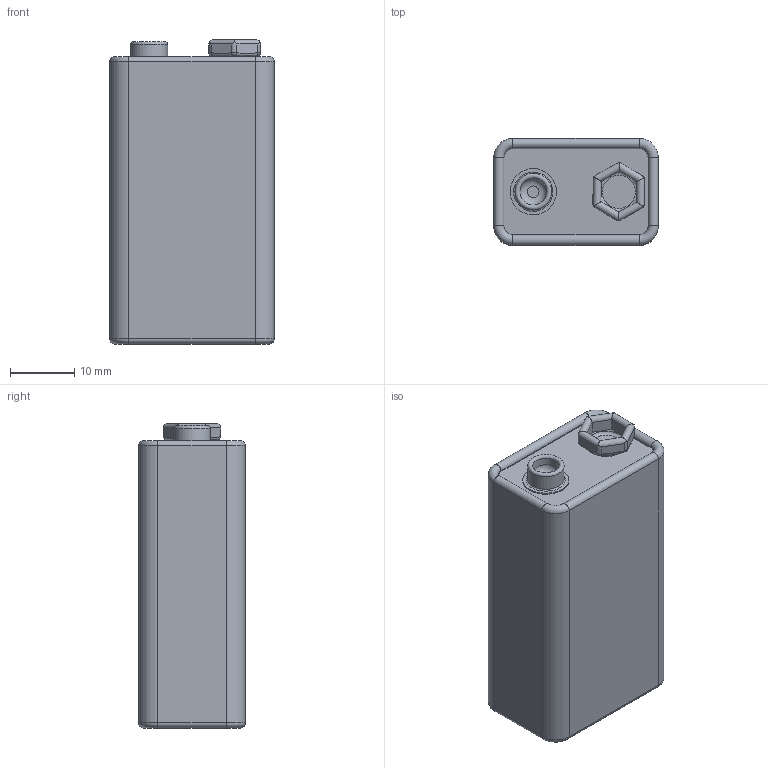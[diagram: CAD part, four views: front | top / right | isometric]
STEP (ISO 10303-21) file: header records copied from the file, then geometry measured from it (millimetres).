
FILE_DESCRIPTION(/* description */ ('STEP AP242','CAx-IF Rec.Pracs.---Representation and Presentation of Product Manufacturing Information (PMI)---4.0---2014-10-13','CAx-IF Rec.Pracs.---3D Tessellated Geometry---0.4---2014-09-14','2;1'),/* implementation_level */ '2;1');
FILE_NAME(/* name */ '644776f5ded7aa3ef055ffdc',/* time_stamp */ '2023-04-25T06:45:10+00:00',/* author */ (''),/* organization */ (''),/* preprocessor_version */ 'ST-DEVELOPER v18.102',/* originating_system */ ' ',/* authorisation */ ' ');
FILE_SCHEMA (('AP242_MANAGED_MODEL_BASED_3D_ENGINEERING_MIM_LF { 1 0 10303 442 1 1 4 }'));
Length unit declared in the file: metre
Products named in the file (4): Assembly 1; Part 1
Assembly tree (3 placements, depth 2):
  Assembly 1
    Part 1
    Part 1
    Part 1
Bounding box: 25.6 x 16.6 x 47.3 mm (x, y, z)
Volume: 18131.6 mm3; surface area: 5002.7 mm2
Topology: 3 solids, 3 shells, 140 faces, 319 edges, 190 vertices
Faces by surface type: cylinder 51, plane 47, bspline 24, torus 18
Full cylindrical faces by diameter (mm): 1 x2, 4.17 x1, 4.57 x1, 5.3 x1, 5.7 x1, 7.2 x1
Entity records: 4118 total; most frequent: CARTESIAN_POINT 1164, ORIENTED_EDGE 592, DIRECTION 568, EDGE_CURVE 296, AXIS2_PLACEMENT_3D 224, VERTEX_POINT 184, EDGE_LOOP 162, FACE_BOUND 162
